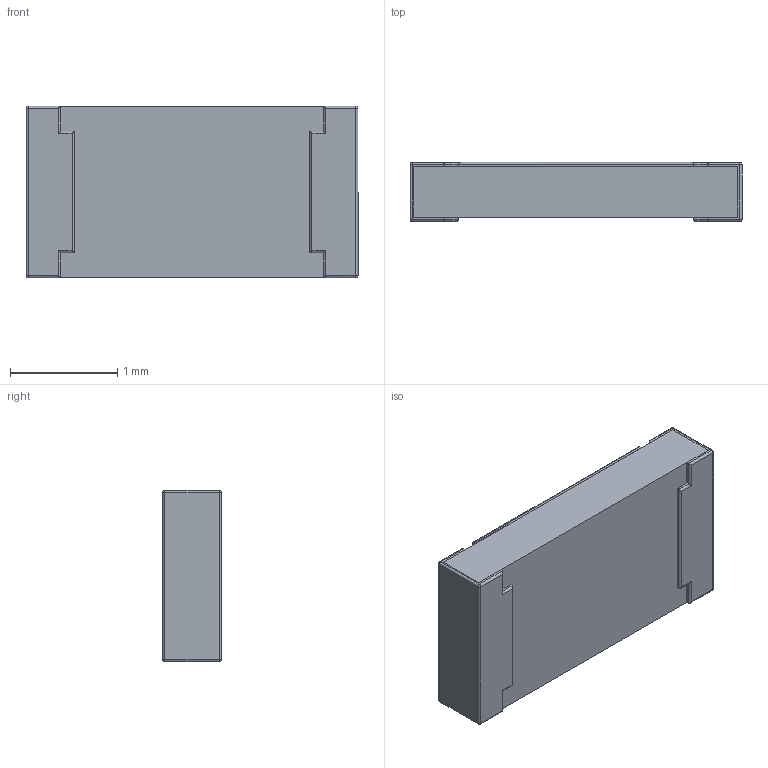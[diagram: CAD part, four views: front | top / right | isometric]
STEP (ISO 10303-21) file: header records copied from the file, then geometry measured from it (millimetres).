
FILE_DESCRIPTION (( 'STEP AP214' ), '1' );
FILE_NAME ('res1206r.STEP', '2012-02-17T05:53:16', ( 'ASUS' ), ( 'asus' ), 'SwSTEP 2.0', 'SolidWorks 2010', '' );
FILE_SCHEMA (( 'AUTOMOTIVE_DESIGN' ));
Length unit declared in the file: millimetre
Products named in the file (1): res1206r
Bounding box: 3.1 x 0.55 x 1.6 mm (x, y, z)
Volume: 2.6 mm3; surface area: 22 mm2
Topology: 1 solids, 1 shells, 102 faces, 295 edges, 191 vertices
Faces by surface type: plane 48, cylinder 42, sphere 8, bspline 4
Entity records: 5226 total; most frequent: CARTESIAN_POINT 1615, ORIENTED_EDGE 574, DIRECTION 455, EDGE_CURVE 287, VERTEX_POINT 191, LINE 177, VECTOR 177, AXIS2_PLACEMENT_3D 139
